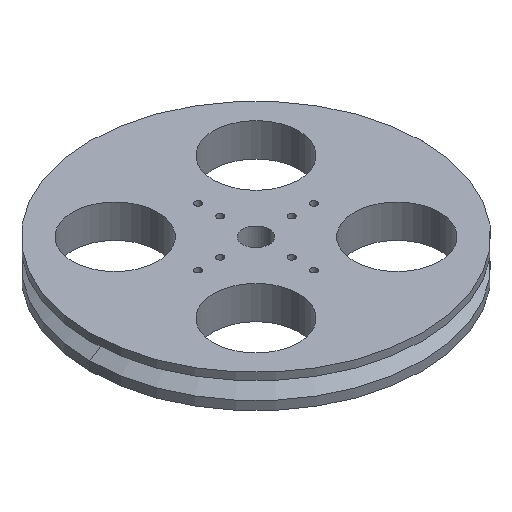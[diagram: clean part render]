
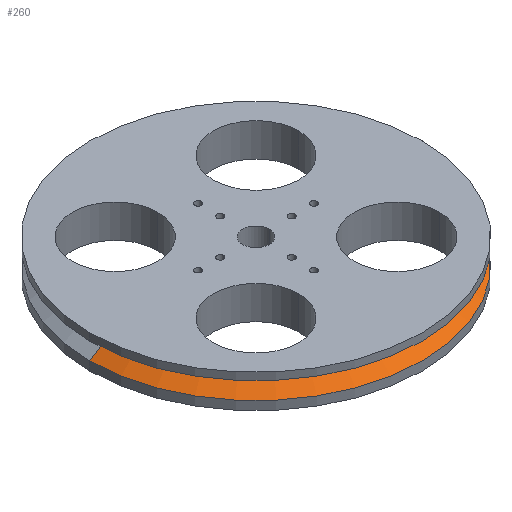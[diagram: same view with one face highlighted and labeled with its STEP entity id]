
A CAD part, isometric view. The second image highlights one B-rep face of the part: STEP entity #260.
In plain terms, the highlighted conical face has half-angle 55.564 degrees and reference radius 27.522 mm.
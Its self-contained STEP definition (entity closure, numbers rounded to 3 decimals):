
#37 = EDGE_CURVE ( 'NONE', #1401, #1463, #1132, .T. ) ;
#108 = CARTESIAN_POINT ( 'NONE',  ( 0., 0., 3.29 ) ) ;
#155 = AXIS2_PLACEMENT_3D ( 'NONE', #108, #519, #1403 ) ;
#260 = ADVANCED_FACE ( 'NONE', ( #743 ), #1718, .T. ) ;
#330 = DIRECTION ( 'NONE',  ( 1., 0., 0. ) ) ;
#376 = CARTESIAN_POINT ( 'NONE',  ( 0., 0., 3.29 ) ) ;
#377 = DIRECTION ( 'NONE',  ( -1., 0., 0. ) ) ;
#386 = VECTOR ( 'NONE', #1350, 1000. ) ;
#439 = CARTESIAN_POINT ( 'NONE',  ( 27.522, 0., 3.29 ) ) ;
#462 = CARTESIAN_POINT ( 'NONE',  ( 0., 0., 1.591 ) ) ;
#519 = DIRECTION ( 'NONE',  ( 0., 0., -1. ) ) ;
#541 = ORIENTED_EDGE ( 'NONE', *, *, #586, .F. ) ;
#553 = VERTEX_POINT ( 'NONE', #1077 ) ;
#586 = EDGE_CURVE ( 'NONE', #823, #1401, #1517, .T. ) ;
#679 = AXIS2_PLACEMENT_3D ( 'NONE', #462, #1404, #377 ) ;
#743 = FACE_OUTER_BOUND ( 'NONE', #1580, .T. ) ;
#764 = AXIS2_PLACEMENT_3D ( 'NONE', #376, #987, #330 ) ;
#801 = VECTOR ( 'NONE', #976, 1000. ) ;
#823 = VERTEX_POINT ( 'NONE', #439 ) ;
#828 = CARTESIAN_POINT ( 'NONE',  ( -27.522, 0., 3.29 ) ) ;
#922 = CARTESIAN_POINT ( 'NONE',  ( -30., 0., 1.591 ) ) ;
#924 = EDGE_CURVE ( 'NONE', #553, #1463, #1191, .T. ) ;
#976 = DIRECTION ( 'NONE',  ( -0.825, 0., -0.565 ) ) ;
#987 = DIRECTION ( 'NONE',  ( 0., 0., -1. ) ) ;
#1077 = CARTESIAN_POINT ( 'NONE',  ( -27.522, 0., 3.29 ) ) ;
#1132 = CIRCLE ( 'NONE', #679, 30. ) ;
#1191 = LINE ( 'NONE', #828, #801 ) ;
#1350 = DIRECTION ( 'NONE',  ( 0.825, 0., -0.565 ) ) ;
#1401 = VERTEX_POINT ( 'NONE', #1756 ) ;
#1403 = DIRECTION ( 'NONE',  ( -1., 0., 0. ) ) ;
#1404 = DIRECTION ( 'NONE',  ( 0., 0., -1. ) ) ;
#1436 = CIRCLE ( 'NONE', #764, 27.522 ) ;
#1463 = VERTEX_POINT ( 'NONE', #922 ) ;
#1517 = LINE ( 'NONE', #1626, #386 ) ;
#1574 = ORIENTED_EDGE ( 'NONE', *, *, #37, .F. ) ;
#1580 = EDGE_LOOP ( 'NONE', ( #541, #1710, #1629, #1574 ) ) ;
#1626 = CARTESIAN_POINT ( 'NONE',  ( 27.522, 0., 3.29 ) ) ;
#1629 = ORIENTED_EDGE ( 'NONE', *, *, #924, .T. ) ;
#1710 = ORIENTED_EDGE ( 'NONE', *, *, #1814, .T. ) ;
#1718 = CONICAL_SURFACE ( 'NONE', #155, 27.522, 0.97 ) ;
#1756 = CARTESIAN_POINT ( 'NONE',  ( 30., 0., 1.591 ) ) ;
#1814 = EDGE_CURVE ( 'NONE', #823, #553, #1436, .T. ) ;
